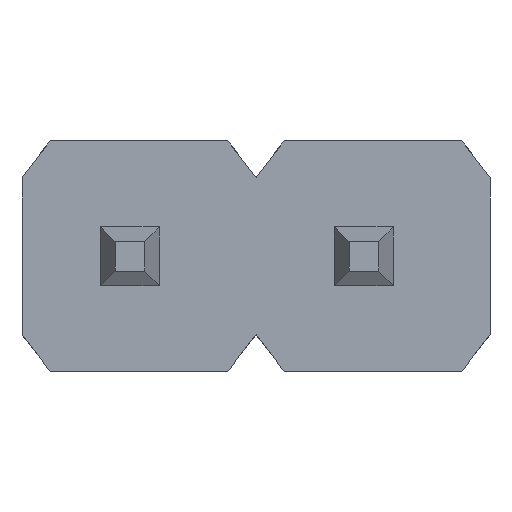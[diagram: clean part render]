
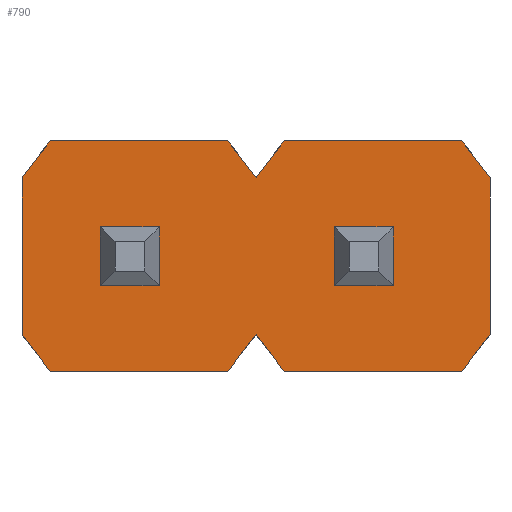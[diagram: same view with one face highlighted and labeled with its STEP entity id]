
A CAD part, front view. The second image highlights one B-rep face of the part: STEP entity #790.
In plain terms, the highlighted planar face has unit normal (0, -1, 0).
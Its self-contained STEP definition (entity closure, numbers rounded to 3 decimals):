
#322=VERTEX_POINT('',#935);
#324=VERTEX_POINT('',#937);
#326=EDGE_CURVE('',#536,#564,#939,.T.);
#338=VERTEX_POINT('',#952);
#346=EDGE_CURVE('',#782,#480,#960,.T.);
#348=EDGE_CURVE('',#572,#752,#962,.T.);
#354=VERTEX_POINT('',#970);
#358=EDGE_CURVE('',#788,#478,#974,.T.);
#384=VERTEX_POINT('',#1005);
#386=EDGE_CURVE('',#446,#910,#1007,.T.);
#440=EDGE_CURVE('',#570,#462,#1065,.T.);
#446=VERTEX_POINT('',#1073);
#448=EDGE_CURVE('',#822,#338,#1075,.T.);
#462=VERTEX_POINT('',#1090);
#478=VERTEX_POINT('',#1107);
#480=VERTEX_POINT('',#1109);
#484=EDGE_CURVE('',#462,#536,#1113,.T.);
#514=EDGE_CURVE('',#752,#446,#1147,.T.);
#536=VERTEX_POINT('',#1173);
#538=EDGE_CURVE('',#640,#570,#1175,.T.);
#556=EDGE_CURVE('',#910,#588,#1195,.T.);
#564=VERTEX_POINT('',#1204);
#570=VERTEX_POINT('',#1210);
#572=VERTEX_POINT('',#1212);
#588=VERTEX_POINT('',#1230);
#608=EDGE_CURVE('',#480,#770,#1251,.T.);
#636=EDGE_CURVE('',#324,#822,#1281,.T.);
#640=VERTEX_POINT('',#1285);
#694=EDGE_CURVE('',#354,#324,#1345,.T.);
#704=EDGE_CURVE('',#870,#788,#1356,.T.);
#752=VERTEX_POINT('',#1411);
#754=EDGE_CURVE('',#564,#572,#1413,.T.);
#770=VERTEX_POINT('',#1429);
#782=VERTEX_POINT('',#1442);
#788=VERTEX_POINT('',#1449);
#790=ADVANCED_FACE('',(#1451,#1452,#1453),#1454,.T.);
#812=EDGE_CURVE('',#588,#384,#1478,.T.);
#822=VERTEX_POINT('',#1488);
#828=EDGE_CURVE('',#338,#354,#1495,.T.);
#846=EDGE_CURVE('',#478,#640,#1515,.T.);
#870=VERTEX_POINT('',#1543);
#884=EDGE_CURVE('',#770,#322,#1558,.T.);
#892=EDGE_CURVE('',#322,#782,#1566,.T.);
#908=EDGE_CURVE('',#384,#870,#1583,.T.);
#910=VERTEX_POINT('',#1585);
#935=CARTESIAN_POINT('',(-0.95,-2.54,-0.32));
#937=CARTESIAN_POINT('',(0.95,-2.54,0.32));
#939=LINE('',#1607,#1608);
#952=CARTESIAN_POINT('',(1.59,-2.54,-0.32));
#960=LINE('',#1634,#1635);
#962=LINE('',#1638,#1639);
#970=CARTESIAN_POINT('',(0.95,-2.54,-0.32));
#974=LINE('',#1654,#1655);
#1005=CARTESIAN_POINT('',(0.405,-2.54,1.253));
#1007=LINE('',#1699,#1700);
#1065=LINE('',#1789,#1790);
#1073=CARTESIAN_POINT('',(-2.135,-2.54,1.253));
#1075=LINE('',#1801,#1802);
#1090=CARTESIAN_POINT('',(0.1,-2.54,-0.851));
#1107=CARTESIAN_POINT('',(2.64,-2.54,-0.851));
#1109=CARTESIAN_POINT('',(-1.59,-2.54,0.32));
#1113=LINE('',#1861,#1862);
#1147=LINE('',#1913,#1914);
#1173=CARTESIAN_POINT('',(-0.205,-2.54,-1.246));
#1175=LINE('',#1955,#1956);
#1195=LINE('',#1981,#1982);
#1204=CARTESIAN_POINT('',(-2.135,-2.54,-1.246));
#1210=CARTESIAN_POINT('',(0.405,-2.54,-1.246));
#1212=CARTESIAN_POINT('',(-2.44,-2.54,-0.851));
#1230=CARTESIAN_POINT('',(0.1,-2.54,0.851));
#1251=LINE('',#2063,#2064);
#1281=LINE('',#2109,#2110);
#1285=CARTESIAN_POINT('',(2.335,-2.54,-1.246));
#1345=LINE('',#2201,#2202);
#1356=LINE('',#2220,#2221);
#1411=CARTESIAN_POINT('',(-2.44,-2.54,0.851));
#1413=LINE('',#2293,#2294);
#1429=CARTESIAN_POINT('',(-0.95,-2.54,0.32));
#1442=CARTESIAN_POINT('',(-1.59,-2.54,-0.32));
#1449=CARTESIAN_POINT('',(2.64,-2.54,0.851));
#1451=FACE_BOUND('',#2348,.T.);
#1452=FACE_BOUND('',#2349,.T.);
#1453=FACE_OUTER_BOUND('',#2350,.T.);
#1454=PLANE('',#2351);
#1478=LINE('',#2388,#2389);
#1488=CARTESIAN_POINT('',(1.59,-2.54,0.32));
#1495=LINE('',#2415,#2416);
#1515=LINE('',#2445,#2446);
#1543=CARTESIAN_POINT('',(2.335,-2.54,1.253));
#1558=LINE('',#2502,#2503);
#1566=LINE('',#2516,#2517);
#1583=LINE('',#2539,#2540);
#1585=CARTESIAN_POINT('',(-0.205,-2.54,1.253));
#1607=CARTESIAN_POINT('',(-0.205,-2.54,-1.246));
#1608=VECTOR('',#2554,1.0);
#1634=CARTESIAN_POINT('',(-1.59,-2.54,0.252));
#1635=VECTOR('',#2565,1.0);
#1638=CARTESIAN_POINT('',(-2.44,-2.54,0.851));
#1639=VECTOR('',#2566,1.0);
#1654=CARTESIAN_POINT('',(2.64,-2.54,0.851));
#1655=VECTOR('',#2584,1.0);
#1699=CARTESIAN_POINT('',(-2.135,-2.54,1.253));
#1700=VECTOR('',#2632,1.0);
#1789=CARTESIAN_POINT('',(0.405,-2.54,-1.246));
#1790=VECTOR('',#2680,1.0);
#1801=CARTESIAN_POINT('',(1.59,-2.54,0.252));
#1802=VECTOR('',#2699,1.0);
#1861=CARTESIAN_POINT('',(0.1,-2.54,-0.851));
#1862=VECTOR('',#2726,1.0);
#1913=CARTESIAN_POINT('',(-2.135,-2.54,1.253));
#1914=VECTOR('',#2769,1.0);
#1955=CARTESIAN_POINT('',(2.335,-2.54,-1.246));
#1956=VECTOR('',#2808,1.0);
#1981=CARTESIAN_POINT('',(-0.205,-2.54,1.253));
#1982=VECTOR('',#2827,1.0);
#2063=CARTESIAN_POINT('',(-1.47,-2.54,0.32));
#2064=VECTOR('',#2872,1.0);
#2109=CARTESIAN_POINT('',(-0.2,-2.54,0.32));
#2110=VECTOR('',#2896,1.0);
#2201=CARTESIAN_POINT('',(0.95,-2.54,0.252));
#2202=VECTOR('',#2964,1.0);
#2220=CARTESIAN_POINT('',(2.335,-2.54,1.253));
#2221=VECTOR('',#2976,1.0);
#2293=CARTESIAN_POINT('',(-2.135,-2.54,-1.246));
#2294=VECTOR('',#3044,1.0);
#2348=EDGE_LOOP('',(#3070,#3071,#3072,#3073));
#2349=EDGE_LOOP('',(#3074,#3075,#3076,#3077));
#2350=EDGE_LOOP('',(#3078,#3079,#3080,#3081,#3082,#3083,#3084,#3085,#3086,#3087,#3088,#3089,#3090,#3091));
#2351=AXIS2_PLACEMENT_3D('',#3092,#3093,#3094);
#2388=CARTESIAN_POINT('',(0.405,-2.54,1.253));
#2389=VECTOR('',#3117,1.0);
#2415=CARTESIAN_POINT('',(-0.2,-2.54,-0.32));
#2416=VECTOR('',#3130,1.0);
#2445=CARTESIAN_POINT('',(2.64,-2.54,-0.851));
#2446=VECTOR('',#3151,1.0);
#2502=CARTESIAN_POINT('',(-0.95,-2.54,0.252));
#2503=VECTOR('',#3200,1.0);
#2516=CARTESIAN_POINT('',(-1.47,-2.54,-0.32));
#2517=VECTOR('',#3203,1.0);
#2539=CARTESIAN_POINT('',(0.405,-2.54,1.253));
#2540=VECTOR('',#3214,1.0);
#2554=DIRECTION('',(-1.0,0.0,0.0));
#2565=DIRECTION('',(0.,0.,1.0));
#2566=DIRECTION('',(0.0,0.,1.0));
#2584=DIRECTION('',(0.0,0.,-1.0));
#2632=DIRECTION('',(1.0,0.0,0.0));
#2680=DIRECTION('',(-0.611,0.,0.792));
#2699=DIRECTION('',(0.,0.,-1.0));
#2726=DIRECTION('',(-0.611,0.,-0.792));
#2769=DIRECTION('',(0.604,0.,0.797));
#2808=DIRECTION('',(-1.0,0.0,0.0));
#2827=DIRECTION('',(0.604,0.,-0.797));
#2872=DIRECTION('',(1.0,0.,0.));
#2896=DIRECTION('',(1.0,0.,0.));
#2964=DIRECTION('',(0.,0.,1.0));
#2976=DIRECTION('',(0.604,0.,-0.797));
#3044=DIRECTION('',(-0.611,0.,0.792));
#3070=ORIENTED_EDGE('',*,*,#636,.T.);
#3071=ORIENTED_EDGE('',*,*,#448,.T.);
#3072=ORIENTED_EDGE('',*,*,#828,.T.);
#3073=ORIENTED_EDGE('',*,*,#694,.T.);
#3074=ORIENTED_EDGE('',*,*,#608,.T.);
#3075=ORIENTED_EDGE('',*,*,#884,.T.);
#3076=ORIENTED_EDGE('',*,*,#892,.T.);
#3077=ORIENTED_EDGE('',*,*,#346,.T.);
#3078=ORIENTED_EDGE('',*,*,#556,.F.);
#3079=ORIENTED_EDGE('',*,*,#386,.F.);
#3080=ORIENTED_EDGE('',*,*,#514,.F.);
#3081=ORIENTED_EDGE('',*,*,#348,.F.);
#3082=ORIENTED_EDGE('',*,*,#754,.F.);
#3083=ORIENTED_EDGE('',*,*,#326,.F.);
#3084=ORIENTED_EDGE('',*,*,#484,.F.);
#3085=ORIENTED_EDGE('',*,*,#440,.F.);
#3086=ORIENTED_EDGE('',*,*,#538,.F.);
#3087=ORIENTED_EDGE('',*,*,#846,.F.);
#3088=ORIENTED_EDGE('',*,*,#358,.F.);
#3089=ORIENTED_EDGE('',*,*,#704,.F.);
#3090=ORIENTED_EDGE('',*,*,#908,.F.);
#3091=ORIENTED_EDGE('',*,*,#812,.F.);
#3092=CARTESIAN_POINT('',(-1.17,-2.54,0.003));
#3093=DIRECTION('',(0.0,-1.0,0.));
#3094=DIRECTION('',(1.0,0.0,0.0));
#3117=DIRECTION('',(0.604,0.,0.797));
#3130=DIRECTION('',(-1.0,0.,0.));
#3151=DIRECTION('',(-0.611,0.,-0.792));
#3200=DIRECTION('',(0.,0.,-1.0));
#3203=DIRECTION('',(-1.0,0.,0.));
#3214=DIRECTION('',(1.0,0.0,0.0));
